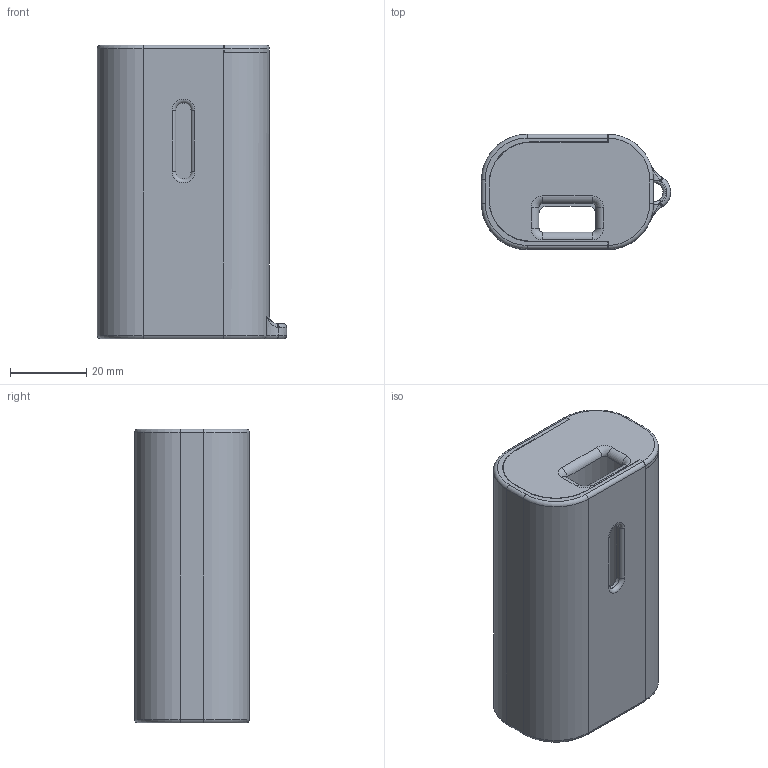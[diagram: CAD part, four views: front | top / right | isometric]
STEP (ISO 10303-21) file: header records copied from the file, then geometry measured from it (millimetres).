
FILE_DESCRIPTION(/* description */ ('','CAx-IF Rec.Pracs.---Representation and Presentation of Product Manufacturing Information (PMI)---4.0---2014-10-13'),/* implementation_level */ '2;1');
FILE_NAME(/* name */ 'DJI FPV Googles Battery Case.step',/* time_stamp */ '2025-02-19T14:46:04+02:00',/* author */ (''),/* organization */ (''),/* preprocessor_version */ 'ST-DEVELOPER v20',/* originating_system */ 'Autodesk Translation Framework v13.20.0.188',/* authorisation */ '');
FILE_SCHEMA (('AP242_MANAGED_MODEL_BASED_3D_ENGINEERING_MIM_LF { 1 0 10303 442 1 1 4 }'));
Length unit declared in the file: millimetre
Products named in the file (1): DJI FPV Googles Battery Case
Bounding box: 49.7 x 30.2 x 77.2 mm (x, y, z)
Volume: 23866.7 mm3; surface area: 23098.8 mm2
Topology: 2 solids, 2 shells, 129 faces, 328 edges, 200 vertices
Faces by surface type: cylinder 50, plane 41, torus 26, bspline 8, cone 4
Entity records: 4263 total; most frequent: CARTESIAN_POINT 1087, DIRECTION 682, ORIENTED_EDGE 652, EDGE_CURVE 326, AXIS2_PLACEMENT_3D 262, VERTEX_POINT 200, LINE 158, VECTOR 158
